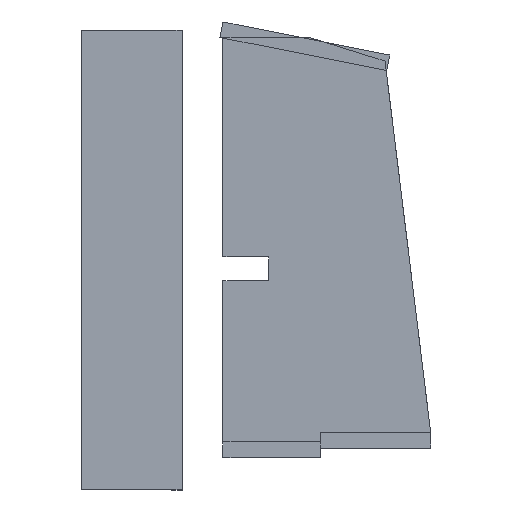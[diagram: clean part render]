
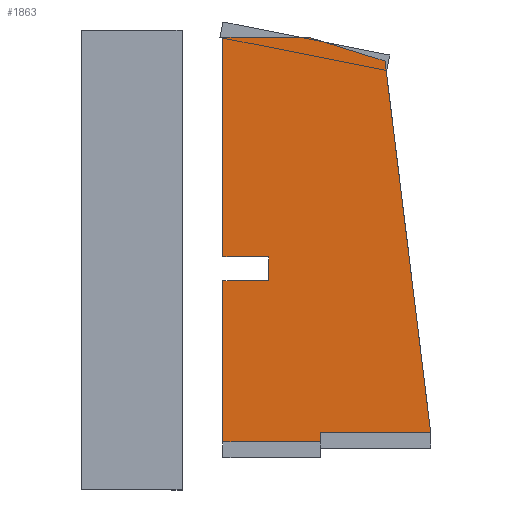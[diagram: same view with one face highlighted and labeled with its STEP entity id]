
A CAD part, left-side view. The second image highlights one B-rep face of the part: STEP entity #1863.
In plain terms, the highlighted face is planar.
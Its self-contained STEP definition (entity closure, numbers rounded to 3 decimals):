
#40 = ORIENTED_EDGE ( 'NONE', *, *, #2251, .F. ) ;
#97 = CARTESIAN_POINT ( 'NONE',  ( 257., 0., 0. ) ) ;
#103 = LINE ( 'NONE', #1625, #2843 ) ;
#131 = CARTESIAN_POINT ( 'NONE',  ( 251., -62., 0. ) ) ;
#166 = EDGE_CURVE ( 'NONE', #2396, #1997, #2772, .T. ) ;
#181 = VECTOR ( 'NONE', #1069, 1000. ) ;
#317 = FACE_OUTER_BOUND ( 'NONE', #1359, .T. ) ;
#321 = CARTESIAN_POINT ( 'NONE',  ( 257., -62., 0. ) ) ;
#322 = CARTESIAN_POINT ( 'NONE',  ( 257., -62., 0. ) ) ;
#340 = DIRECTION ( 'NONE',  ( -1., 0., 0. ) ) ;
#437 = CARTESIAN_POINT ( 'NONE',  ( 0., -55., 0. ) ) ;
#583 = CARTESIAN_POINT ( 'NONE',  ( 0., 0., 0. ) ) ;
#598 = DIRECTION ( 'NONE',  ( 1., 0., 0. ) ) ;
#655 = EDGE_CURVE ( 'NONE', #2694, #1840, #1305, .T. ) ;
#677 = VECTOR ( 'NONE', #2096, 1000. ) ;
#684 = VECTOR ( 'NONE', #598, 1000. ) ;
#784 = CARTESIAN_POINT ( 'NONE',  ( 139.5, 0., 0. ) ) ;
#786 = ORIENTED_EDGE ( 'NONE', *, *, #3234, .F. ) ;
#809 = DIRECTION ( 'NONE',  ( 1., 0., 0. ) ) ;
#852 = LINE ( 'NONE', #97, #181 ) ;
#911 = ORIENTED_EDGE ( 'NONE', *, *, #1599, .T. ) ;
#916 = VERTEX_POINT ( 'NONE', #2798 ) ;
#920 = ORIENTED_EDGE ( 'NONE', *, *, #2733, .F. ) ;
#950 = ORIENTED_EDGE ( 'NONE', *, *, #1049, .F. ) ;
#981 = EDGE_CURVE ( 'NONE', #1144, #2703, #3202, .T. ) ;
#1049 = EDGE_CURVE ( 'NONE', #3220, #2182, #852, .T. ) ;
#1069 = DIRECTION ( 'NONE',  ( 0., 1., 0. ) ) ;
#1090 = LINE ( 'NONE', #784, #2525 ) ;
#1122 = VECTOR ( 'NONE', #809, 1000. ) ;
#1144 = VERTEX_POINT ( 'NONE', #2141 ) ;
#1189 = ORIENTED_EDGE ( 'NONE', *, *, #2205, .T. ) ;
#1191 = CARTESIAN_POINT ( 'NONE',  ( 139.5, -29., 0. ) ) ;
#1239 = DIRECTION ( 'NONE',  ( 0., -1., 0. ) ) ;
#1305 = LINE ( 'NONE', #131, #3171 ) ;
#1311 = CARTESIAN_POINT ( 'NONE',  ( 154.5, -29., 0. ) ) ;
#1359 = EDGE_LOOP ( 'NONE', ( #2033, #1189, #911, #786, #950, #920, #2918, #40, #1631, #3231, #2512 ) ) ;
#1366 = CARTESIAN_POINT ( 'NONE',  ( 257., 0., 0. ) ) ;
#1484 = DIRECTION ( 'NONE',  ( 0., 1., 0. ) ) ;
#1595 = CARTESIAN_POINT ( 'NONE',  ( 154.5, 0., 0. ) ) ;
#1599 = EDGE_CURVE ( 'NONE', #1754, #916, #3215, .T. ) ;
#1625 = CARTESIAN_POINT ( 'NONE',  ( 0., 0., 0. ) ) ;
#1631 = ORIENTED_EDGE ( 'NONE', *, *, #166, .F. ) ;
#1646 = LINE ( 'NONE', #3111, #677 ) ;
#1708 = CARTESIAN_POINT ( 'NONE',  ( 0., 0., 0. ) ) ;
#1717 = DIRECTION ( 'NONE',  ( 0., 0., -1. ) ) ;
#1754 = VERTEX_POINT ( 'NONE', #1311 ) ;
#1756 = CARTESIAN_POINT ( 'NONE',  ( 15., -103., 0. ) ) ;
#1815 = LINE ( 'NONE', #2417, #2403 ) ;
#1840 = VERTEX_POINT ( 'NONE', #2972 ) ;
#1863 = ADVANCED_FACE ( 'NONE', ( #317 ), #3254, .T. ) ;
#1997 = VERTEX_POINT ( 'NONE', #1756 ) ;
#2033 = ORIENTED_EDGE ( 'NONE', *, *, #2635, .T. ) ;
#2047 = VECTOR ( 'NONE', #2575, 1000. ) ;
#2065 = VECTOR ( 'NONE', #2479, 1000. ) ;
#2096 = DIRECTION ( 'NONE',  ( 0., -1., 0. ) ) ;
#2130 = CARTESIAN_POINT ( 'NONE',  ( 139.5, -29., 0. ) ) ;
#2141 = CARTESIAN_POINT ( 'NONE',  ( 139.5, 0., 0. ) ) ;
#2182 = VERTEX_POINT ( 'NONE', #1366 ) ;
#2205 = EDGE_CURVE ( 'NONE', #2387, #1754, #2723, .T. ) ;
#2251 = EDGE_CURVE ( 'NONE', #1997, #2694, #1815, .T. ) ;
#2387 = VERTEX_POINT ( 'NONE', #1191 ) ;
#2396 = VERTEX_POINT ( 'NONE', #2470 ) ;
#2403 = VECTOR ( 'NONE', #3195, 1000. ) ;
#2417 = CARTESIAN_POINT ( 'NONE',  ( 251., -132., 0. ) ) ;
#2441 = DIRECTION ( 'NONE',  ( -1., 0., 0. ) ) ;
#2470 = CARTESIAN_POINT ( 'NONE',  ( 0., -55., 0. ) ) ;
#2479 = DIRECTION ( 'NONE',  ( 0.298, -0.954, 0. ) ) ;
#2512 = ORIENTED_EDGE ( 'NONE', *, *, #981, .F. ) ;
#2525 = VECTOR ( 'NONE', #1239, 1000. ) ;
#2575 = DIRECTION ( 'NONE',  ( -1., 0., 0. ) ) ;
#2635 = EDGE_CURVE ( 'NONE', #1144, #2387, #1090, .T. ) ;
#2655 = VECTOR ( 'NONE', #3091, 1000. ) ;
#2694 = VERTEX_POINT ( 'NONE', #3281 ) ;
#2703 = VERTEX_POINT ( 'NONE', #583 ) ;
#2723 = LINE ( 'NONE', #2130, #684 ) ;
#2733 = EDGE_CURVE ( 'NONE', #1840, #3220, #3241, .T. ) ;
#2757 = EDGE_CURVE ( 'NONE', #2703, #2396, #1646, .T. ) ;
#2772 = LINE ( 'NONE', #437, #2065 ) ;
#2798 = CARTESIAN_POINT ( 'NONE',  ( 154.5, 0., 0. ) ) ;
#2843 = VECTOR ( 'NONE', #340, 1000. ) ;
#2852 = CARTESIAN_POINT ( 'NONE',  ( 0., 0., 0. ) ) ;
#2918 = ORIENTED_EDGE ( 'NONE', *, *, #655, .F. ) ;
#2972 = CARTESIAN_POINT ( 'NONE',  ( 251., -62., 0. ) ) ;
#3091 = DIRECTION ( 'NONE',  ( 0., 1., 0. ) ) ;
#3111 = CARTESIAN_POINT ( 'NONE',  ( 0., 0., 0. ) ) ;
#3171 = VECTOR ( 'NONE', #1484, 1000. ) ;
#3195 = DIRECTION ( 'NONE',  ( 0.993, -0.122, 0. ) ) ;
#3202 = LINE ( 'NONE', #2852, #2047 ) ;
#3215 = LINE ( 'NONE', #1595, #2655 ) ;
#3220 = VERTEX_POINT ( 'NONE', #322 ) ;
#3231 = ORIENTED_EDGE ( 'NONE', *, *, #2757, .F. ) ;
#3234 = EDGE_CURVE ( 'NONE', #2182, #916, #103, .T. ) ;
#3241 = LINE ( 'NONE', #321, #1122 ) ;
#3254 = PLANE ( 'NONE',  #3287 ) ;
#3281 = CARTESIAN_POINT ( 'NONE',  ( 251., -132., 0. ) ) ;
#3287 = AXIS2_PLACEMENT_3D ( 'NONE', #1708, #1717, #2441 ) ;
